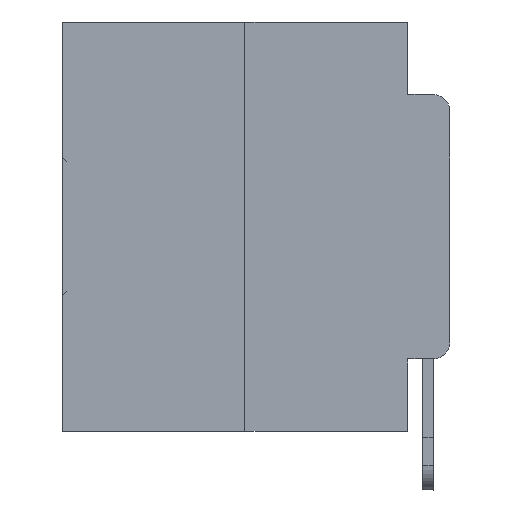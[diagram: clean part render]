
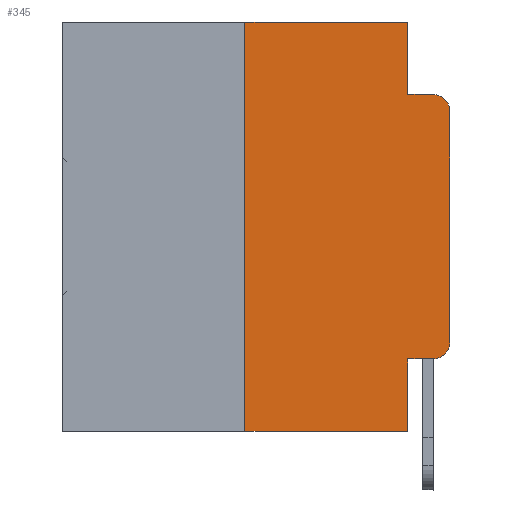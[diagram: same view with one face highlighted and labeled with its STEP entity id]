
A CAD part, left-side view. The second image highlights one B-rep face of the part: STEP entity #345.
In plain terms, the highlighted planar face has unit normal (-1, 0, 0).
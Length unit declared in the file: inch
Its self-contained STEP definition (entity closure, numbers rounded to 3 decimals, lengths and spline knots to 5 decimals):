
#213 = CARTESIAN_POINT ( 'NONE',  ( 0., 0., -0.1085 ) ) ;
#345 = ADVANCED_FACE ( 'NONE', ( #11381 ), #30491, .F. ) ;
#813 = CARTESIAN_POINT ( 'NONE',  ( 0., 0.02, -0.4115 ) ) ;
#1294 = ORIENTED_EDGE ( 'NONE', *, *, #20945, .F. ) ;
#1602 = ORIENTED_EDGE ( 'NONE', *, *, #10356, .T. ) ;
#1821 = EDGE_CURVE ( 'NONE', #16218, #8881, #32768, .T. ) ;
#2058 = LINE ( 'NONE', #24894, #9389 ) ;
#2629 = CARTESIAN_POINT ( 'NONE',  ( 0., 0.25, 0. ) ) ;
#2969 = VECTOR ( 'NONE', #13610, 39.37008 ) ;
#3649 = EDGE_CURVE ( 'NONE', #16218, #21066, #5320, .T. ) ;
#3686 = DIRECTION ( 'NONE',  ( -1., 0., 0. ) ) ;
#4184 = LINE ( 'NONE', #17303, #14759 ) ;
#4429 = CARTESIAN_POINT ( 'NONE',  ( 0., 0.051, 0. ) ) ;
#4587 = DIRECTION ( 'NONE',  ( 0., -1., 0. ) ) ;
#4644 = AXIS2_PLACEMENT_3D ( 'NONE', #11771, #3686, #16801 ) ;
#4897 = ORIENTED_EDGE ( 'NONE', *, *, #1821, .F. ) ;
#5089 = DIRECTION ( 'NONE',  ( 1., 0., 0. ) ) ;
#5133 = CARTESIAN_POINT ( 'NONE',  ( 0., 0.051, 0. ) ) ;
#5320 = LINE ( 'NONE', #33185, #26953 ) ;
#5806 = CARTESIAN_POINT ( 'NONE',  ( 0., 0., -0.3915 ) ) ;
#6031 = LINE ( 'NONE', #5133, #16657 ) ;
#6103 = CARTESIAN_POINT ( 'NONE',  ( 0., 0.02, -0.3915 ) ) ;
#7351 = EDGE_CURVE ( 'NONE', #19030, #17022, #6031, .T. ) ;
#7861 = EDGE_LOOP ( 'NONE', ( #8857, #14168, #25797, #32962, #11179, #4897, #19269, #1294, #10578, #1602 ) ) ;
#8027 = CARTESIAN_POINT ( 'NONE',  ( 0., 0.051, -0.0885 ) ) ;
#8425 = CARTESIAN_POINT ( 'NONE',  ( 0., 0.25, 0. ) ) ;
#8570 = DIRECTION ( 'NONE',  ( 0., -1., 0. ) ) ;
#8857 = ORIENTED_EDGE ( 'NONE', *, *, #24728, .T. ) ;
#8881 = VERTEX_POINT ( 'NONE', #8425 ) ;
#9389 = VECTOR ( 'NONE', #14477, 39.37008 ) ;
#10356 = EDGE_CURVE ( 'NONE', #18899, #32322, #17270, .T. ) ;
#10578 = ORIENTED_EDGE ( 'NONE', *, *, #15406, .T. ) ;
#11179 = ORIENTED_EDGE ( 'NONE', *, *, #21741, .F. ) ;
#11381 = FACE_OUTER_BOUND ( 'NONE', #7861, .T. ) ;
#11631 = LINE ( 'NONE', #25712, #30791 ) ;
#11771 = CARTESIAN_POINT ( 'NONE',  ( 0., 0.02, -0.1085 ) ) ;
#12126 = DIRECTION ( 'NONE',  ( 0., 0., -1. ) ) ;
#12379 = LINE ( 'NONE', #31692, #16001 ) ;
#12530 = VERTEX_POINT ( 'NONE', #21647 ) ;
#13455 = DIRECTION ( 'NONE',  ( 0., 0., -1. ) ) ;
#13610 = DIRECTION ( 'NONE',  ( 0., 0., 1. ) ) ;
#14168 = ORIENTED_EDGE ( 'NONE', *, *, #24506, .T. ) ;
#14220 = DIRECTION ( 'NONE',  ( 0., 0., -1. ) ) ;
#14477 = DIRECTION ( 'NONE',  ( 0., -1., 0. ) ) ;
#14759 = VECTOR ( 'NONE', #12126, 39.37008 ) ;
#15406 = EDGE_CURVE ( 'NONE', #12530, #18899, #12379, .T. ) ;
#16001 = VECTOR ( 'NONE', #8570, 39.37008 ) ;
#16218 = VERTEX_POINT ( 'NONE', #30959 ) ;
#16314 = VECTOR ( 'NONE', #18656, 39.37008 ) ;
#16527 = CIRCLE ( 'NONE', #4644, 0.02 ) ;
#16657 = VECTOR ( 'NONE', #21651, 39.37008 ) ;
#16801 = DIRECTION ( 'NONE',  ( 0., 0., -1. ) ) ;
#17022 = VERTEX_POINT ( 'NONE', #31041 ) ;
#17270 = CIRCLE ( 'NONE', #30568, 0.02 ) ;
#17303 = CARTESIAN_POINT ( 'NONE',  ( 0., 0.051, 0. ) ) ;
#17393 = CARTESIAN_POINT ( 'NONE',  ( 0., 0.02, -0.0885 ) ) ;
#17607 = DIRECTION ( 'NONE',  ( 0., 0., 1. ) ) ;
#18656 = DIRECTION ( 'NONE',  ( 0., -1., 0. ) ) ;
#18899 = VERTEX_POINT ( 'NONE', #813 ) ;
#19030 = VERTEX_POINT ( 'NONE', #4429 ) ;
#19269 = ORIENTED_EDGE ( 'NONE', *, *, #3649, .T. ) ;
#20945 = EDGE_CURVE ( 'NONE', #12530, #21066, #4184, .T. ) ;
#21066 = VERTEX_POINT ( 'NONE', #32808 ) ;
#21647 = CARTESIAN_POINT ( 'NONE',  ( 0., 0.051, -0.4115 ) ) ;
#21651 = DIRECTION ( 'NONE',  ( 0., 0., -1. ) ) ;
#21741 = EDGE_CURVE ( 'NONE', #8881, #19030, #2058, .T. ) ;
#22123 = DIRECTION ( 'NONE',  ( -1., 0., 0. ) ) ;
#24506 = EDGE_CURVE ( 'NONE', #26935, #30051, #16527, .T. ) ;
#24728 = EDGE_CURVE ( 'NONE', #32322, #26935, #11631, .T. ) ;
#24894 = CARTESIAN_POINT ( 'NONE',  ( 0., 0.473, 0. ) ) ;
#25712 = CARTESIAN_POINT ( 'NONE',  ( 0., 0., 0. ) ) ;
#25797 = ORIENTED_EDGE ( 'NONE', *, *, #29786, .F. ) ;
#26935 = VERTEX_POINT ( 'NONE', #213 ) ;
#26953 = VECTOR ( 'NONE', #4587, 39.37008 ) ;
#29786 = EDGE_CURVE ( 'NONE', #17022, #30051, #32188, .T. ) ;
#30051 = VERTEX_POINT ( 'NONE', #17393 ) ;
#30491 = PLANE ( 'NONE',  #30562 ) ;
#30562 = AXIS2_PLACEMENT_3D ( 'NONE', #31052, #5089, #13455 ) ;
#30568 = AXIS2_PLACEMENT_3D ( 'NONE', #6103, #22123, #14220 ) ;
#30791 = VECTOR ( 'NONE', #17607, 39.37008 ) ;
#30959 = CARTESIAN_POINT ( 'NONE',  ( 0., 0.25, -0.5 ) ) ;
#31041 = CARTESIAN_POINT ( 'NONE',  ( 0., 0.051, -0.0885 ) ) ;
#31052 = CARTESIAN_POINT ( 'NONE',  ( 0., 0.473, 0. ) ) ;
#31692 = CARTESIAN_POINT ( 'NONE',  ( 0., 0.051, -0.4115 ) ) ;
#32188 = LINE ( 'NONE', #8027, #16314 ) ;
#32322 = VERTEX_POINT ( 'NONE', #5806 ) ;
#32768 = LINE ( 'NONE', #2629, #2969 ) ;
#32808 = CARTESIAN_POINT ( 'NONE',  ( 0., 0.051, -0.5 ) ) ;
#32962 = ORIENTED_EDGE ( 'NONE', *, *, #7351, .F. ) ;
#33185 = CARTESIAN_POINT ( 'NONE',  ( 0., 0.473, -0.5 ) ) ;
